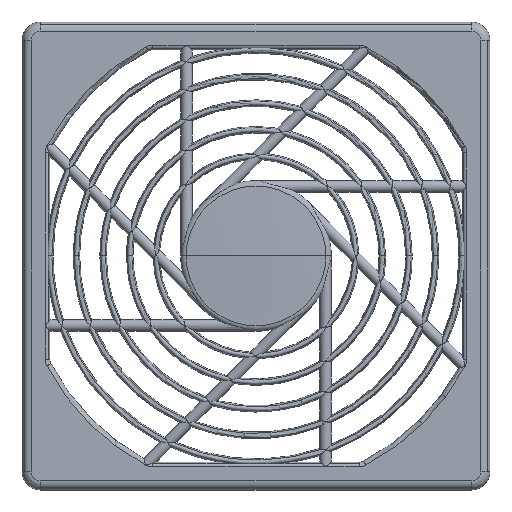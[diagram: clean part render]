
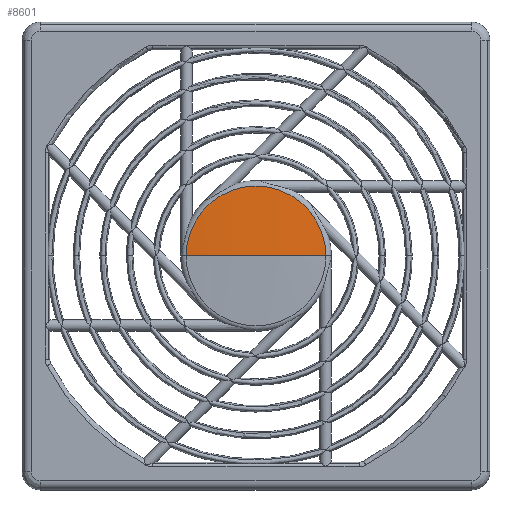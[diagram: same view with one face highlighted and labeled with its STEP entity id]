
A CAD part, top view. The second image highlights one B-rep face of the part: STEP entity #8601.
In plain terms, the highlighted spherical face has radius 226.5 mm.
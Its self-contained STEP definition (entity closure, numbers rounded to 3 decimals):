
#436=CARTESIAN_POINT('',(15.083,0.,5.747));
#437=VERTEX_POINT('',#436);
#445=CARTESIAN_POINT('',(-15.083,0.,5.747));
#446=VERTEX_POINT('',#445);
#6763=CARTESIAN_POINT('',(0.,15.083,5.747));
#6764=VERTEX_POINT('',#6763);
#6765=CARTESIAN_POINT('',(0.,0.,5.747));
#6766=DIRECTION('',(0.0,0.0,-1.0));
#6767=DIRECTION('',(0.0,1.0,0.0));
#6768=AXIS2_PLACEMENT_3D('',#6765,#6766,#6767);
#6769=CIRCLE('',#6768,15.083);
#6770=EDGE_CURVE('',#446,#6764,#6769,.T.);
#6772=CARTESIAN_POINT('',(0.,0.,5.747));
#6773=DIRECTION('',(0.0,0.0,-1.0));
#6774=DIRECTION('',(0.0,1.0,0.0));
#6775=AXIS2_PLACEMENT_3D('',#6772,#6773,#6774);
#6776=CIRCLE('',#6775,15.083);
#6777=EDGE_CURVE('',#6764,#437,#6776,.T.);
#8576=CARTESIAN_POINT('',(0.,0.,-220.25));
#8577=DIRECTION('',(0.0,0.0,1.0));
#8578=DIRECTION('',(1.0,0.0,0.0));
#8579=AXIS2_PLACEMENT_3D('',#8576,#8577,#8578);
#8580=SPHERICAL_SURFACE('',#8579,226.5);
#8581=CARTESIAN_POINT('',(0.,0.,6.25));
#8582=VERTEX_POINT('',#8581);
#8583=CARTESIAN_POINT('',(0.,0.,-220.25));
#8584=DIRECTION('',(0.0,-1.0,0.0));
#8585=DIRECTION('',(0.0,0.0,1.0));
#8586=AXIS2_PLACEMENT_3D('',#8583,#8584,#8585);
#8587=CIRCLE('',#8586,226.5);
#8588=EDGE_CURVE('',#8582,#446,#8587,.T.);
#8589=ORIENTED_EDGE('',*,*,#8588,.F.);
#8590=CARTESIAN_POINT('',(0.,0.,-220.25));
#8591=DIRECTION('',(0.0,-1.0,0.0));
#8592=DIRECTION('',(0.0,0.0,1.0));
#8593=AXIS2_PLACEMENT_3D('',#8590,#8591,#8592);
#8594=CIRCLE('',#8593,226.5);
#8595=EDGE_CURVE('',#437,#8582,#8594,.T.);
#8596=ORIENTED_EDGE('',*,*,#8595,.F.);
#8597=ORIENTED_EDGE('',*,*,#6777,.F.);
#8598=ORIENTED_EDGE('',*,*,#6770,.F.);
#8599=EDGE_LOOP('',(#8589,#8596,#8597,#8598));
#8600=FACE_OUTER_BOUND('',#8599,.T.);
#8601=ADVANCED_FACE('',(#8600),#8580,.T.);
